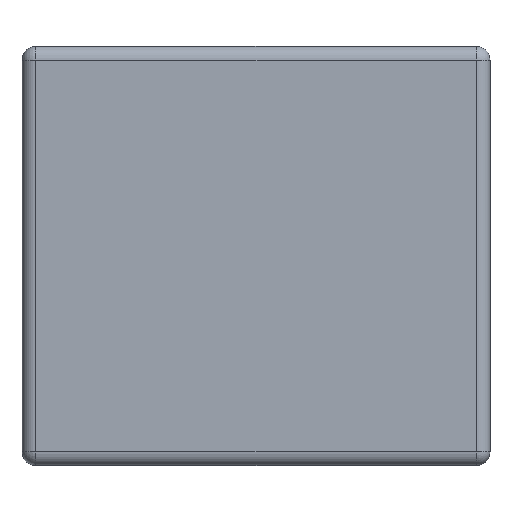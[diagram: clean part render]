
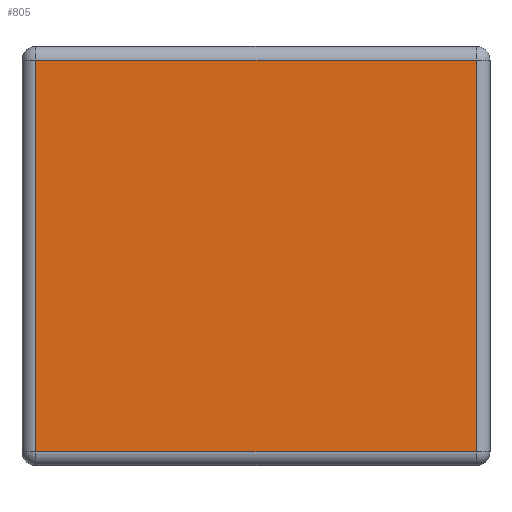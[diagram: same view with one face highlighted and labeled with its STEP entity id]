
A CAD part, left-side view. The second image highlights one B-rep face of the part: STEP entity #805.
In plain terms, the highlighted planar face has unit normal (-1, 0, 0).
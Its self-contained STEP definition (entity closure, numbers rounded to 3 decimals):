
#21 = ORIENTED_EDGE ( 'NONE', *, *, #272, .T. ) ;
#45 = PLANE ( 'NONE',  #714 ) ;
#46 = VECTOR ( 'NONE', #1161, 1000. ) ;
#61 = VECTOR ( 'NONE', #463, 1000. ) ;
#103 = LINE ( 'NONE', #962, #61 ) ;
#135 = CARTESIAN_POINT ( 'NONE',  ( -1.65, 0.083, -1.25 ) ) ;
#175 = VECTOR ( 'NONE', #1205, 1000. ) ;
#184 = EDGE_CURVE ( 'NONE', #295, #1244, #802, .T. ) ;
#211 = CARTESIAN_POINT ( 'NONE',  ( -1.65, 2.79, -1.167 ) ) ;
#272 = EDGE_CURVE ( 'NONE', #483, #295, #997, .T. ) ;
#295 = VERTEX_POINT ( 'NONE', #1114 ) ;
#315 = ORIENTED_EDGE ( 'NONE', *, *, #1108, .T. ) ;
#364 = ORIENTED_EDGE ( 'NONE', *, *, #184, .T. ) ;
#384 = CARTESIAN_POINT ( 'NONE',  ( -1.65, 0.083, 1.167 ) ) ;
#463 = DIRECTION ( 'NONE',  ( 0., 0., -1. ) ) ;
#474 = VERTEX_POINT ( 'NONE', #957 ) ;
#483 = VERTEX_POINT ( 'NONE', #550 ) ;
#550 = CARTESIAN_POINT ( 'NONE',  ( -1.65, 2.708, -1.167 ) ) ;
#663 = DIRECTION ( 'NONE',  ( 0., 0., 1. ) ) ;
#687 = FACE_OUTER_BOUND ( 'NONE', #1250, .T. ) ;
#714 = AXIS2_PLACEMENT_3D ( 'NONE', #1240, #1145, #1221 ) ;
#802 = LINE ( 'NONE', #135, #1226 ) ;
#805 = ADVANCED_FACE ( 'NONE', ( #687 ), #45, .F. ) ;
#898 = EDGE_CURVE ( 'NONE', #1244, #474, #1154, .T. ) ;
#955 = ORIENTED_EDGE ( 'NONE', *, *, #898, .T. ) ;
#957 = CARTESIAN_POINT ( 'NONE',  ( -1.65, 2.708, 1.167 ) ) ;
#960 = CARTESIAN_POINT ( 'NONE',  ( -1.65, 2.79, 1.167 ) ) ;
#962 = CARTESIAN_POINT ( 'NONE',  ( -1.65, 2.708, -1.25 ) ) ;
#997 = LINE ( 'NONE', #211, #175 ) ;
#1108 = EDGE_CURVE ( 'NONE', #474, #483, #103, .T. ) ;
#1114 = CARTESIAN_POINT ( 'NONE',  ( -1.65, 0.083, -1.167 ) ) ;
#1145 = DIRECTION ( 'NONE',  ( 1., 0., 0. ) ) ;
#1154 = LINE ( 'NONE', #960, #46 ) ;
#1161 = DIRECTION ( 'NONE',  ( 0., 1., 0. ) ) ;
#1205 = DIRECTION ( 'NONE',  ( 0., -1., 0. ) ) ;
#1221 = DIRECTION ( 'NONE',  ( 0., 0., -1. ) ) ;
#1226 = VECTOR ( 'NONE', #663, 1000. ) ;
#1240 = CARTESIAN_POINT ( 'NONE',  ( -1.65, 2.79, -1.25 ) ) ;
#1244 = VERTEX_POINT ( 'NONE', #384 ) ;
#1250 = EDGE_LOOP ( 'NONE', ( #315, #21, #364, #955 ) ) ;
